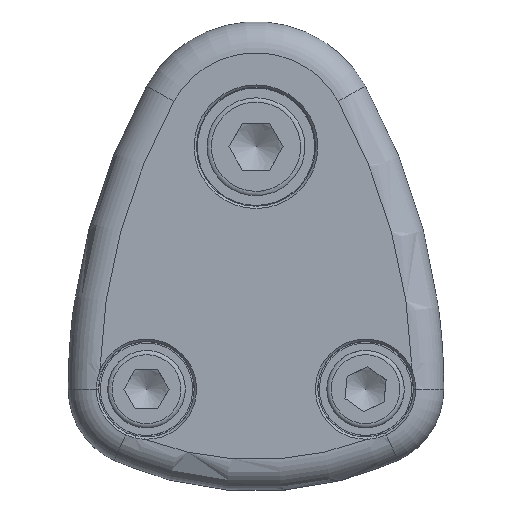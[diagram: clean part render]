
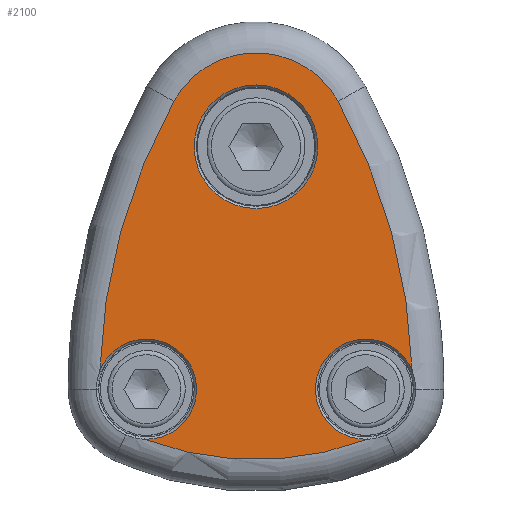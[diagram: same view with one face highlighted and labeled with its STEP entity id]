
A CAD part, top view. The second image highlights one B-rep face of the part: STEP entity #2100.
In plain terms, the highlighted planar face has unit normal (0, 0, 1).
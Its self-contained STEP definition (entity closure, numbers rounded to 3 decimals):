
#320=PLANE('',#2302);
#382=FACE_BOUND('',#666,.T.);
#483=FACE_OUTER_BOUND('',#665,.T.);
#665=EDGE_LOOP('',(#1610,#1611,#1612,#1613,#1614,#1615));
#666=EDGE_LOOP('',(#1616));
#861=CIRCLE('',#2301,7.9);
#862=CIRCLE('',#2303,6.4);
#863=CIRCLE('',#2304,76.);
#864=CIRCLE('',#2305,12.);
#865=CIRCLE('',#2306,76.);
#866=CIRCLE('',#2307,6.4);
#867=CIRCLE('',#2308,40.);
#1034=VERTEX_POINT('',#3398);
#1035=VERTEX_POINT('',#3401);
#1036=VERTEX_POINT('',#3402);
#1037=VERTEX_POINT('',#3404);
#1038=VERTEX_POINT('',#3406);
#1039=VERTEX_POINT('',#3408);
#1040=VERTEX_POINT('',#3410);
#1257=EDGE_CURVE('',#1034,#1034,#861,.T.);
#1258=EDGE_CURVE('',#1035,#1036,#862,.T.);
#1259=EDGE_CURVE('',#1037,#1035,#863,.T.);
#1260=EDGE_CURVE('',#1038,#1037,#864,.T.);
#1261=EDGE_CURVE('',#1039,#1038,#865,.T.);
#1262=EDGE_CURVE('',#1040,#1039,#866,.T.);
#1263=EDGE_CURVE('',#1036,#1040,#867,.T.);
#1610=ORIENTED_EDGE('',*,*,#1258,.F.);
#1611=ORIENTED_EDGE('',*,*,#1259,.F.);
#1612=ORIENTED_EDGE('',*,*,#1260,.F.);
#1613=ORIENTED_EDGE('',*,*,#1261,.F.);
#1614=ORIENTED_EDGE('',*,*,#1262,.F.);
#1615=ORIENTED_EDGE('',*,*,#1263,.F.);
#1616=ORIENTED_EDGE('',*,*,#1257,.F.);
#2100=ADVANCED_FACE('',(#483,#382),#320,.T.);
#2301=AXIS2_PLACEMENT_3D('',#3399,#2710,#2711);
#2302=AXIS2_PLACEMENT_3D('',#3400,#2712,#2713);
#2303=AXIS2_PLACEMENT_3D('',#3403,#2714,#2715);
#2304=AXIS2_PLACEMENT_3D('',#3405,#2716,#2717);
#2305=AXIS2_PLACEMENT_3D('',#3407,#2718,#2719);
#2306=AXIS2_PLACEMENT_3D('',#3409,#2720,#2721);
#2307=AXIS2_PLACEMENT_3D('',#3411,#2722,#2723);
#2308=AXIS2_PLACEMENT_3D('',#3412,#2724,#2725);
#2710=DIRECTION('center_axis',(0.,0.,
1.));
#2711=DIRECTION('ref_axis',(1.,0.,0.));
#2712=DIRECTION('center_axis',(0.,0.,
1.));
#2713=DIRECTION('ref_axis',(-1.,0.,0.));
#2714=DIRECTION('center_axis',(0.,0.,
1.));
#2715=DIRECTION('ref_axis',(-1.,0.,0.));
#2716=DIRECTION('center_axis',(0.,0.,
-1.));
#2717=DIRECTION('ref_axis',(0.968,0.25,0.));
#2718=DIRECTION('center_axis',(0.,0.,
-1.));
#2719=DIRECTION('ref_axis',(0.,1.,0.));
#2720=DIRECTION('center_axis',(0.,0.,
-1.));
#2721=DIRECTION('ref_axis',(-0.968,0.25,0.));
#2722=DIRECTION('center_axis',(0.,0.,
1.));
#2723=DIRECTION('ref_axis',(1.,0.,0.));
#2724=DIRECTION('center_axis',(0.,0.,
-1.));
#2725=DIRECTION('ref_axis',(0.,-1.,0.));
#3398=CARTESIAN_POINT('',(-7.9,0.,14.));
#3399=CARTESIAN_POINT('Origin',(0.,0.,
14.));
#3400=CARTESIAN_POINT('Origin',(0.,-16.434,
14.));
#3401=CARTESIAN_POINT('',(19.965,-28.664,14.));
#3402=CARTESIAN_POINT('',(14.24,-37.379,14.));
#3403=CARTESIAN_POINT('Origin',(14.,-30.984,14.));
#3404=CARTESIAN_POINT('',(10.5,5.809,14.));
#3405=CARTESIAN_POINT('Origin',(-56.,-30.984,14.));
#3406=CARTESIAN_POINT('',(-10.5,5.809,14.));
#3407=CARTESIAN_POINT('Origin',(0.,0.,
14.));
#3408=CARTESIAN_POINT('',(-19.965,-28.664,14.));
#3409=CARTESIAN_POINT('Origin',(56.,-30.984,14.));
#3410=CARTESIAN_POINT('',(-14.24,-37.379,14.));
#3411=CARTESIAN_POINT('Origin',(-14.,-30.984,14.));
#3412=CARTESIAN_POINT('Origin',(0.,0.,
14.));
